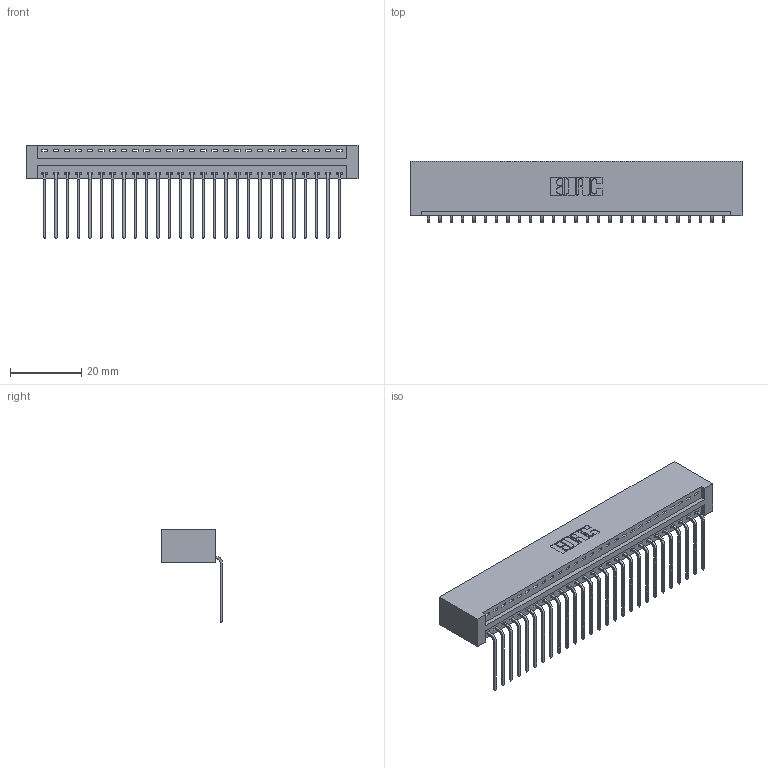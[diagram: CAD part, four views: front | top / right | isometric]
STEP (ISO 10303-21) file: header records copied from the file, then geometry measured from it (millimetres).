
FILE_DESCRIPTION (( 'STEP AP203' ), '1' );
FILE_NAME ('396-027-559-101.STEP', '2018-09-05T02:12:52', ( '' ), ( '' ), 'SwSTEP 2.0', 'SolidWorks 2016', '' );
FILE_SCHEMA (( 'CONFIG_CONTROL_DESIGN' ));
Length unit declared in the file: inch
Products named in the file (3): 396-027-559-101; 346 Part_No Mounting Lugs; 345-292-001_558 559 Tail - 1
Assembly tree (28 placements, depth 2):
  396-027-559-101
    346 Part_No Mounting Lugs
    345-292-001_558 559 Tail - 1  x27
Bounding box: 92.96 x 17.08 x 26.16 mm (x, y, z)
Volume: 9434.7 mm3; surface area: 12242.1 mm2
Topology: 28 solids, 28 shells, 1734 faces, 5219 edges, 3442 vertices
Faces by surface type: plane 1206, cylinder 528
Entity records: 18583 total; most frequent: CARTESIAN_POINT 3197, ORIENTED_EDGE 3158, DIRECTION 2833, EDGE_CURVE 1579, LINE 1347, VECTOR 1347, VERTEX_POINT 1050, AXIS2_PLACEMENT_3D 743
